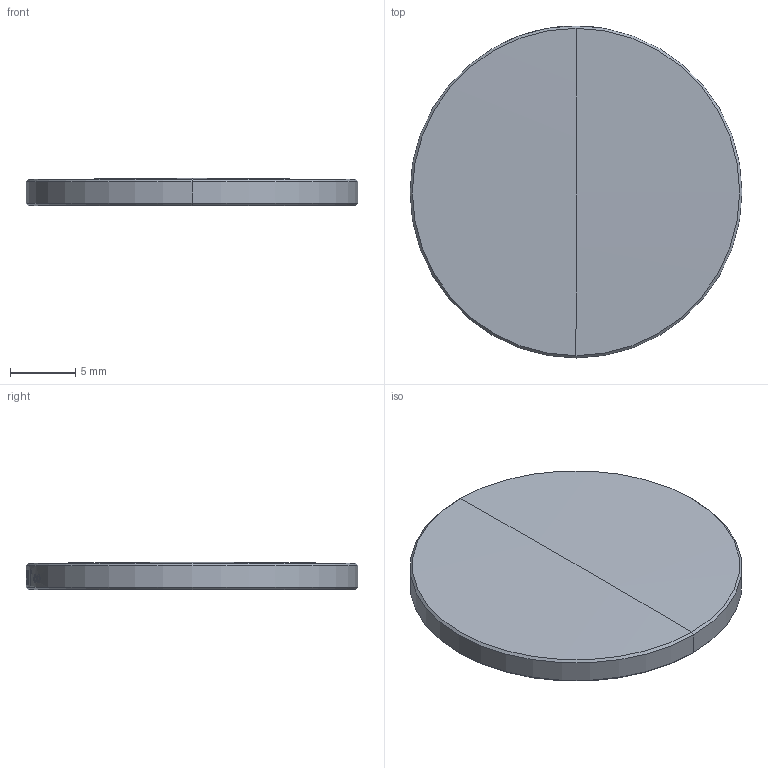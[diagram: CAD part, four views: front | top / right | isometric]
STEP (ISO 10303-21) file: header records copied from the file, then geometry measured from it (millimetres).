
FILE_DESCRIPTION (( 'STEP AP203' ), '1' );
FILE_NAME ('TTN162126-E0W.STEP', '2019-06-24T13:29:45', ( '' ), ( '' ), 'SwSTEP 2.0', 'SolidWorks 2018', '' );
FILE_SCHEMA (( 'CONFIG_CONTROL_DESIGN' ));
Length unit declared in the file: millimetre
Products named in the file (1): TTN162126-E0W
Bounding box: 25.4 x 25.4 x 2.08 mm (x, y, z)
Volume: 1031.7 mm3; surface area: 1156.7 mm2
Topology: 1 solids, 1 shells, 22 faces, 144 edges, 137 vertices
Faces by surface type: cylinder 15, cone 4, sphere 2, plane 1
Entity records: 2134 total; most frequent: CARTESIAN_POINT 1036, ORIENTED_EDGE 288, EDGE_CURVE 144, VERTEX_POINT 137, DIRECTION 121, B_SPLINE_CURVE_WITH_KNOTS 98, AXIS2_PLACEMENT_3D 52, EDGE_LOOP 35
